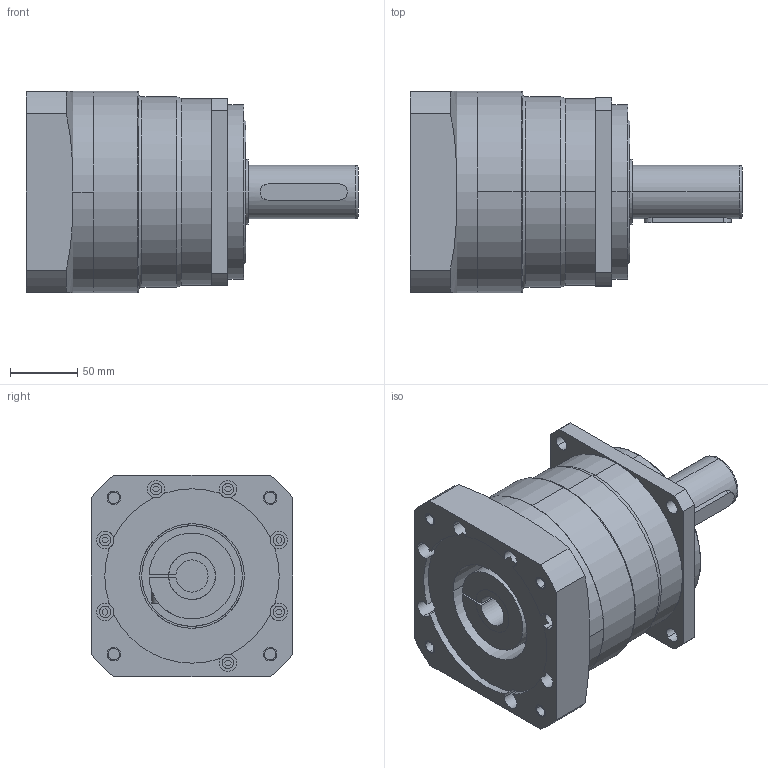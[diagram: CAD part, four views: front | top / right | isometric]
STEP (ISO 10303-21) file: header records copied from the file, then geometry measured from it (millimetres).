
FILE_DESCRIPTION((''),'2;1');
FILE_NAME('MB_PSBN_MASTER','2022-01-23T',('agw'),(''),'CREO PARAMETRIC BY PTC INC, 2018360','CREO PARAMETRIC BY PTC INC, 2018360','');
FILE_SCHEMA(('AUTOMOTIVE_DESIGN { 1 0 10303 214 1 1 1 1 }'));
Length unit declared in the file: millimetre
Products named in the file (1): MB_PSBN_MASTER
Bounding box: 247.5 x 150 x 150 mm (x, y, z)
Volume: 2809474.3 mm3; surface area: 189733.9 mm2
Topology: 1 solids, 10 shells, 297 faces, 701 edges, 453 vertices
Faces by surface type: plane 148, cylinder 123, torus 12, cone 10, bspline 4
Entity records: 10881 total; most frequent: CARTESIAN_POINT 1697, DIRECTION 1585, ORIENTED_EDGE 1378, EDGE_CURVE 699, AXIS2_PLACEMENT_3D 603, VERTEX_POINT 453, VECTOR 379, LINE 379
